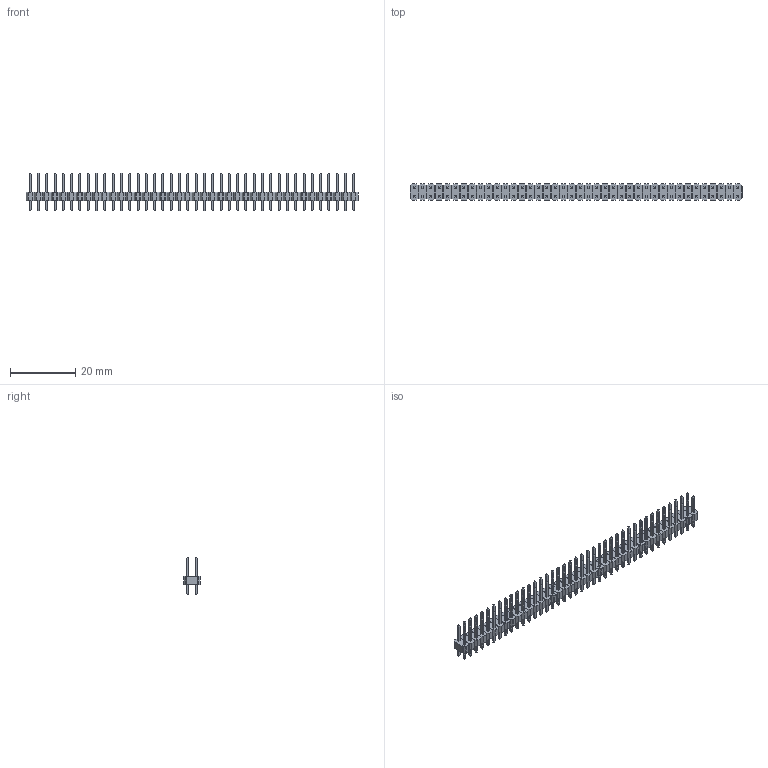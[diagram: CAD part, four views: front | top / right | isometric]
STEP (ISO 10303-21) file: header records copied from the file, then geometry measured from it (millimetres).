
FILE_DESCRIPTION(/* description */ (''),/* implementation_level */ '2;1');
FILE_NAME(/* name */ 'Pin Header Male 02x40 P2.54mm.stp',/* time_stamp */ '2019-09-24T13:59:09+02:00',/* author */ ('Bernd das Brot'),/* organization */ (''),/* preprocessor_version */ 'ST-DEVELOPER v17.2',/* originating_system */ 'Autodesk Inventor 2019',/* authorisation */ '');
FILE_SCHEMA (('AUTOMOTIVE_DESIGN { 1 0 10303 214 3 1 1 }'));
Length unit declared in the file: millimetre
Products named in the file (2): test; Male Pin Header
Assembly tree (40 placements, depth 2):
  test
    Male Pin Header  x40
Bounding box: 101.6 x 5.08 x 11.39 mm (x, y, z)
Volume: 1480.6 mm3; surface area: 4091.8 mm2
Topology: 40 solids, 40 shells, 4800 faces, 12160 edges, 7040 vertices
Faces by surface type: plane 2560, cylinder 1600, sphere 640
Entity records: 4065 total; most frequent: DIRECTION 716, CARTESIAN_POINT 642, ORIENTED_EDGE 608, EDGE_CURVE 304, AXIS2_PLACEMENT_3D 250, LINE 216, VECTOR 216, VERTEX_POINT 176
